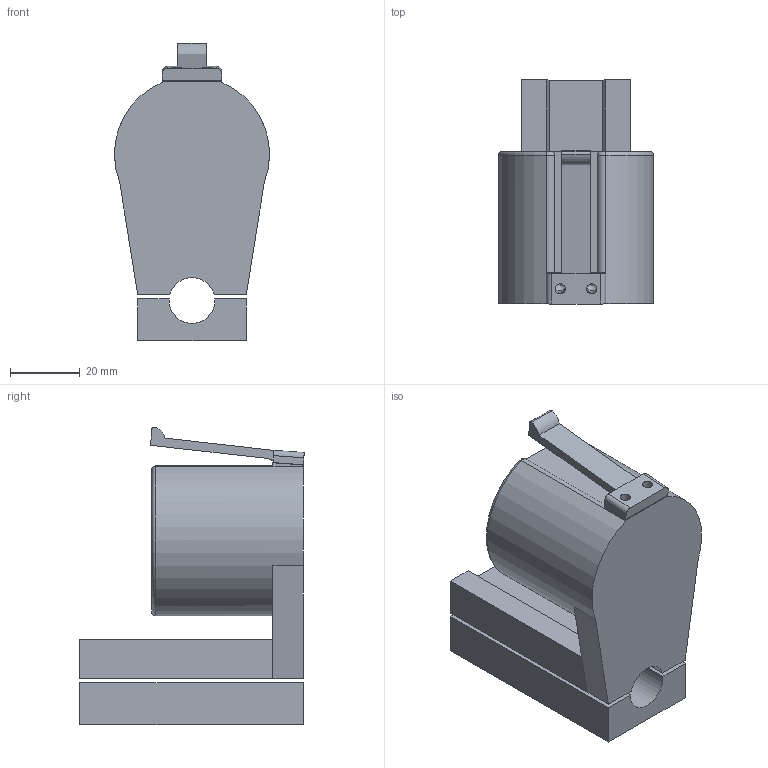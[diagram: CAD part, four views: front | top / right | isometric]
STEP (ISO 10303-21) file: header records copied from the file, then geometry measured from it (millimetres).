
FILE_DESCRIPTION(/* description */ (''),/* implementation_level */ '2;1');
FILE_NAME(/* name */ 'Tesula Adapter Holder_.step',/* time_stamp */ '2024-07-13T18:23:55-07:00',/* author */ (''),/* organization */ (''),/* preprocessor_version */ 'ST-DEVELOPER v20',/* originating_system */ 'Autodesk Translation Framework v13.14.0.145',/* authorisation */ '');
FILE_SCHEMA (('AUTOMOTIVE_DESIGN { 1 0 10303 214 3 1 1 }'));
Length unit declared in the file: millimetre
Products named in the file (3): Tesula Adapter Holder; Wire Clamp; Top
Assembly tree (2 placements, depth 3):
  Tesula Adapter Holder
    Wire Clamp
      Top
Bounding box: 44.39 x 64.24 x 85.17 mm (x, y, z)
Volume: 71366.3 mm3; surface area: 29235.7 mm2
Topology: 3 solids, 3 shells, 101 faces, 247 edges, 160 vertices
Faces by surface type: plane 52, cylinder 35, cone 10, torus 2, bspline 2
Full cylindrical faces by diameter (mm): 2.9 x4, 3 x12, 5.8 x6, 34.3 x1, 35.155 x1
Entity records: 3099 total; most frequent: CARTESIAN_POINT 551, DIRECTION 535, ORIENTED_EDGE 478, EDGE_CURVE 239, AXIS2_PLACEMENT_3D 194, VERTEX_POINT 160, LINE 147, VECTOR 147
